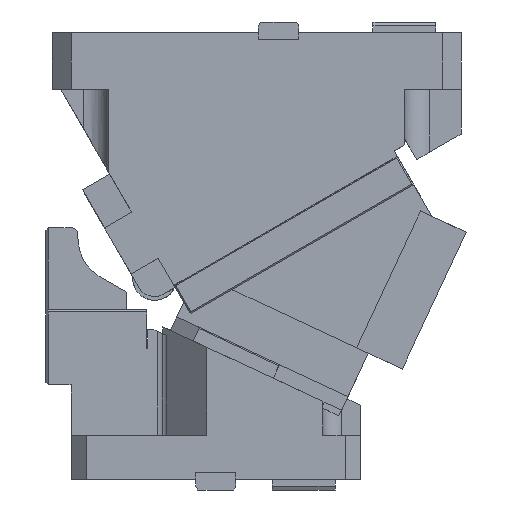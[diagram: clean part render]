
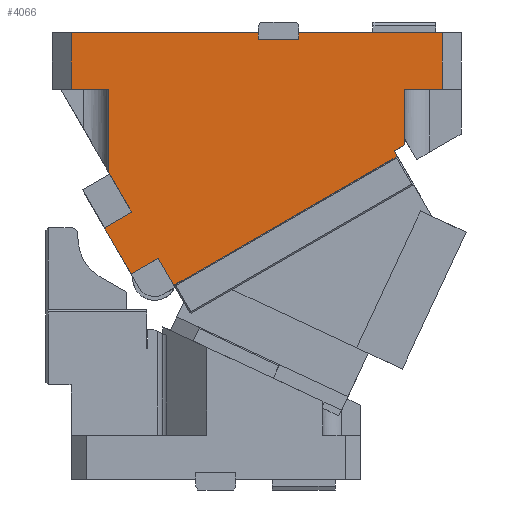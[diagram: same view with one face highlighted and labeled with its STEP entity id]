
A CAD part, front view. The second image highlights one B-rep face of the part: STEP entity #4066.
In plain terms, the highlighted planar face has unit normal (0, -1, 0).
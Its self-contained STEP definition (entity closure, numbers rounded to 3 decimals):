
#3252=CARTESIAN_POINT('Vertex',(0.,-45.,310.)) ;
#3304=CARTESIAN_POINT('Vertex',(30.,-45.,310.)) ;
#3307=CARTESIAN_POINT('Line Origine',(15.,-45.,310.)) ;
#3406=CARTESIAN_POINT('Line Origine',(46.295,-45.,215.719)) ;
#3410=CARTESIAN_POINT('Vertex',(48.28,-45.,212.282)) ;
#3412=CARTESIAN_POINT('Vertex',(44.311,-45.,219.156)) ;
#3415=CARTESIAN_POINT('Line Origine',(37.155,-45.,231.549)) ;
#3419=CARTESIAN_POINT('Vertex',(30.,-45.,243.943)) ;
#3776=CARTESIAN_POINT('Vertex',(0.,-45.,355.)) ;
#3779=CARTESIAN_POINT('Line Origine',(74.5,-45.,355.)) ;
#3783=CARTESIAN_POINT('Vertex',(149.,-45.,355.)) ;
#3925=CARTESIAN_POINT('Axis2P3D Location',(285.605,-45.,315.307)) ;
#3930=CARTESIAN_POINT('Line Origine',(238.,-45.,355.)) ;
#3934=CARTESIAN_POINT('Vertex',(295.,-45.,355.)) ;
#3936=CARTESIAN_POINT('Vertex',(181.,-45.,355.)) ;
#3939=CARTESIAN_POINT('Line Origine',(181.,-45.,352.25)) ;
#3943=CARTESIAN_POINT('Vertex',(181.,-45.,349.5)) ;
#3946=CARTESIAN_POINT('Line Origine',(165.,-45.,349.5)) ;
#3950=CARTESIAN_POINT('Vertex',(149.,-45.,349.5)) ;
#3953=CARTESIAN_POINT('Line Origine',(149.,-45.,352.25)) ;
#3958=CARTESIAN_POINT('Line Origine',(0.,-45.,332.5)) ;
#3963=CARTESIAN_POINT('Line Origine',(30.,-45.,276.971)) ;
#3968=CARTESIAN_POINT('Line Origine',(37.454,-45.,206.032)) ;
#3972=CARTESIAN_POINT('Vertex',(26.628,-45.,199.782)) ;
#3975=CARTESIAN_POINT('Line Origine',(37.144,-45.,181.568)) ;
#3979=CARTESIAN_POINT('Vertex',(47.66,-45.,163.354)) ;
#3982=CARTESIAN_POINT('Line Origine',(58.485,-45.,169.604)) ;
#3986=CARTESIAN_POINT('Vertex',(69.311,-45.,175.854)) ;
#3989=CARTESIAN_POINT('Line Origine',(75.561,-45.,165.029)) ;
#3993=CARTESIAN_POINT('Vertex',(81.811,-45.,154.204)) ;
#3996=CARTESIAN_POINT('Line Origine',(168.413,-45.,204.204)) ;
#4000=CARTESIAN_POINT('Vertex',(255.016,-45.,254.204)) ;
#4003=CARTESIAN_POINT('Line Origine',(257.181,-45.,255.454)) ;
#4007=CARTESIAN_POINT('Vertex',(259.346,-45.,256.704)) ;
#4010=CARTESIAN_POINT('Line Origine',(258.096,-45.,258.869)) ;
#4014=CARTESIAN_POINT('Vertex',(256.846,-45.,261.034)) ;
#4017=CARTESIAN_POINT('Line Origine',(260.923,-45.,263.388)) ;
#4021=CARTESIAN_POINT('Vertex',(265.,-45.,265.742)) ;
#4024=CARTESIAN_POINT('Line Origine',(265.,-45.,287.871)) ;
#4028=CARTESIAN_POINT('Vertex',(265.,-45.,310.)) ;
#4031=CARTESIAN_POINT('Line Origine',(280.,-45.,310.)) ;
#4035=CARTESIAN_POINT('Vertex',(295.,-45.,310.)) ;
#4038=CARTESIAN_POINT('Line Origine',(295.,-45.,332.5)) ;
#3308=DIRECTION('Vector Direction',(-1.,0.,0.)) ;
#3407=DIRECTION('Vector Direction',(-0.5,0.,0.866)) ;
#3416=DIRECTION('Vector Direction',(-0.5,0.,0.866)) ;
#3780=DIRECTION('Vector Direction',(-1.,0.,0.)) ;
#3926=DIRECTION('Axis2P3D Direction',(0.,-1.,0.)) ;
#3927=DIRECTION('Axis2P3D XDirection',(1.,0.,0.)) ;
#3931=DIRECTION('Vector Direction',(-1.,0.,0.)) ;
#3940=DIRECTION('Vector Direction',(0.,0.,1.)) ;
#3947=DIRECTION('Vector Direction',(-1.,0.,0.)) ;
#3954=DIRECTION('Vector Direction',(0.,0.,-1.)) ;
#3959=DIRECTION('Vector Direction',(0.,0.,-1.)) ;
#3964=DIRECTION('Vector Direction',(0.,0.,1.)) ;
#3969=DIRECTION('Vector Direction',(-0.866,0.,-0.5)) ;
#3976=DIRECTION('Vector Direction',(-0.5,0.,0.866)) ;
#3983=DIRECTION('Vector Direction',(-0.866,0.,-0.5)) ;
#3990=DIRECTION('Vector Direction',(-0.5,0.,0.866)) ;
#3997=DIRECTION('Vector Direction',(0.866,0.,0.5)) ;
#4004=DIRECTION('Vector Direction',(-0.866,0.,-0.5)) ;
#4011=DIRECTION('Vector Direction',(0.5,0.,-0.866)) ;
#4018=DIRECTION('Vector Direction',(-0.866,0.,-0.5)) ;
#4025=DIRECTION('Vector Direction',(0.,0.,1.)) ;
#4032=DIRECTION('Vector Direction',(1.,0.,0.)) ;
#4039=DIRECTION('Vector Direction',(0.,0.,1.)) ;
#3928=AXIS2_PLACEMENT_3D('Plane Axis2P3D',#3925,#3926,#3927) ;
#4044=ORIENTED_EDGE('',*,*,#3938,.T.) ;
#4045=ORIENTED_EDGE('',*,*,#3945,.F.) ;
#4046=ORIENTED_EDGE('',*,*,#3952,.T.) ;
#4047=ORIENTED_EDGE('',*,*,#3957,.F.) ;
#4048=ORIENTED_EDGE('',*,*,#3785,.T.) ;
#4049=ORIENTED_EDGE('',*,*,#3962,.F.) ;
#4050=ORIENTED_EDGE('',*,*,#3311,.F.) ;
#4051=ORIENTED_EDGE('',*,*,#3967,.F.) ;
#4052=ORIENTED_EDGE('',*,*,#3421,.F.) ;
#4053=ORIENTED_EDGE('',*,*,#3414,.F.) ;
#4054=ORIENTED_EDGE('',*,*,#3974,.T.) ;
#4055=ORIENTED_EDGE('',*,*,#3981,.F.) ;
#4056=ORIENTED_EDGE('',*,*,#3988,.F.) ;
#4057=ORIENTED_EDGE('',*,*,#3995,.F.) ;
#4058=ORIENTED_EDGE('',*,*,#4002,.T.) ;
#4059=ORIENTED_EDGE('',*,*,#4009,.F.) ;
#4060=ORIENTED_EDGE('',*,*,#4016,.F.) ;
#4061=ORIENTED_EDGE('',*,*,#4023,.F.) ;
#4062=ORIENTED_EDGE('',*,*,#4030,.T.) ;
#4063=ORIENTED_EDGE('',*,*,#4037,.T.) ;
#4064=ORIENTED_EDGE('',*,*,#4042,.F.) ;
#3309=VECTOR('Line Direction',#3308,1.) ;
#3408=VECTOR('Line Direction',#3407,1.) ;
#3417=VECTOR('Line Direction',#3416,1.) ;
#3781=VECTOR('Line Direction',#3780,1.) ;
#3932=VECTOR('Line Direction',#3931,1.) ;
#3941=VECTOR('Line Direction',#3940,1.) ;
#3948=VECTOR('Line Direction',#3947,1.) ;
#3955=VECTOR('Line Direction',#3954,1.) ;
#3960=VECTOR('Line Direction',#3959,1.) ;
#3965=VECTOR('Line Direction',#3964,1.) ;
#3970=VECTOR('Line Direction',#3969,1.) ;
#3977=VECTOR('Line Direction',#3976,1.) ;
#3984=VECTOR('Line Direction',#3983,1.) ;
#3991=VECTOR('Line Direction',#3990,1.) ;
#3998=VECTOR('Line Direction',#3997,1.) ;
#4005=VECTOR('Line Direction',#4004,1.) ;
#4012=VECTOR('Line Direction',#4011,1.) ;
#4019=VECTOR('Line Direction',#4018,1.) ;
#4026=VECTOR('Line Direction',#4025,1.) ;
#4033=VECTOR('Line Direction',#4032,1.) ;
#4040=VECTOR('Line Direction',#4039,1.) ;
#4066=ADVANCED_FACE('CAM HOLDER',(#4065),#3929,.T.) ;
#3311=EDGE_CURVE('',#3305,#3253,#3310,.T.) ;
#3414=EDGE_CURVE('',#3411,#3413,#3409,.T.) ;
#3421=EDGE_CURVE('',#3413,#3420,#3418,.T.) ;
#3785=EDGE_CURVE('',#3784,#3777,#3782,.T.) ;
#3938=EDGE_CURVE('',#3935,#3937,#3933,.T.) ;
#3945=EDGE_CURVE('',#3944,#3937,#3942,.T.) ;
#3952=EDGE_CURVE('',#3944,#3951,#3949,.T.) ;
#3957=EDGE_CURVE('',#3784,#3951,#3956,.T.) ;
#3962=EDGE_CURVE('',#3253,#3777,#3961,.F.) ;
#3967=EDGE_CURVE('',#3420,#3305,#3966,.T.) ;
#3974=EDGE_CURVE('',#3411,#3973,#3971,.T.) ;
#3981=EDGE_CURVE('',#3980,#3973,#3978,.T.) ;
#3988=EDGE_CURVE('',#3987,#3980,#3985,.T.) ;
#3995=EDGE_CURVE('',#3994,#3987,#3992,.T.) ;
#4002=EDGE_CURVE('',#3994,#4001,#3999,.T.) ;
#4009=EDGE_CURVE('',#4008,#4001,#4006,.T.) ;
#4016=EDGE_CURVE('',#4015,#4008,#4013,.T.) ;
#4023=EDGE_CURVE('',#4022,#4015,#4020,.T.) ;
#4030=EDGE_CURVE('',#4022,#4029,#4027,.T.) ;
#4037=EDGE_CURVE('',#4029,#4036,#4034,.T.) ;
#4042=EDGE_CURVE('',#3935,#4036,#4041,.F.) ;
#4043=EDGE_LOOP('',(#4044,#4045,#4046,#4047,#4048,#4049,#4050,#4051,#4052,#4053,#4054,#4055,#4056,#4057,#4058,#4059,#4060,#4061,#4062,#4063,#4064)) ;
#4065=FACE_OUTER_BOUND('',#4043,.T.) ;
#3310=LINE('Line',#3307,#3309) ;
#3409=LINE('Line',#3406,#3408) ;
#3418=LINE('Line',#3415,#3417) ;
#3782=LINE('Line',#3779,#3781) ;
#3933=LINE('Line',#3930,#3932) ;
#3942=LINE('Line',#3939,#3941) ;
#3949=LINE('Line',#3946,#3948) ;
#3956=LINE('Line',#3953,#3955) ;
#3961=LINE('Line',#3958,#3960) ;
#3966=LINE('Line',#3963,#3965) ;
#3971=LINE('Line',#3968,#3970) ;
#3978=LINE('Line',#3975,#3977) ;
#3985=LINE('Line',#3982,#3984) ;
#3992=LINE('Line',#3989,#3991) ;
#3999=LINE('Line',#3996,#3998) ;
#4006=LINE('Line',#4003,#4005) ;
#4013=LINE('Line',#4010,#4012) ;
#4020=LINE('Line',#4017,#4019) ;
#4027=LINE('Line',#4024,#4026) ;
#4034=LINE('Line',#4031,#4033) ;
#4041=LINE('Line',#4038,#4040) ;
#3929=PLANE('Plane',#3928) ;
#3253=VERTEX_POINT('',#3252) ;
#3305=VERTEX_POINT('',#3304) ;
#3411=VERTEX_POINT('',#3410) ;
#3413=VERTEX_POINT('',#3412) ;
#3420=VERTEX_POINT('',#3419) ;
#3777=VERTEX_POINT('',#3776) ;
#3784=VERTEX_POINT('',#3783) ;
#3935=VERTEX_POINT('',#3934) ;
#3937=VERTEX_POINT('',#3936) ;
#3944=VERTEX_POINT('',#3943) ;
#3951=VERTEX_POINT('',#3950) ;
#3973=VERTEX_POINT('',#3972) ;
#3980=VERTEX_POINT('',#3979) ;
#3987=VERTEX_POINT('',#3986) ;
#3994=VERTEX_POINT('',#3993) ;
#4001=VERTEX_POINT('',#4000) ;
#4008=VERTEX_POINT('',#4007) ;
#4015=VERTEX_POINT('',#4014) ;
#4022=VERTEX_POINT('',#4021) ;
#4029=VERTEX_POINT('',#4028) ;
#4036=VERTEX_POINT('',#4035) ;
